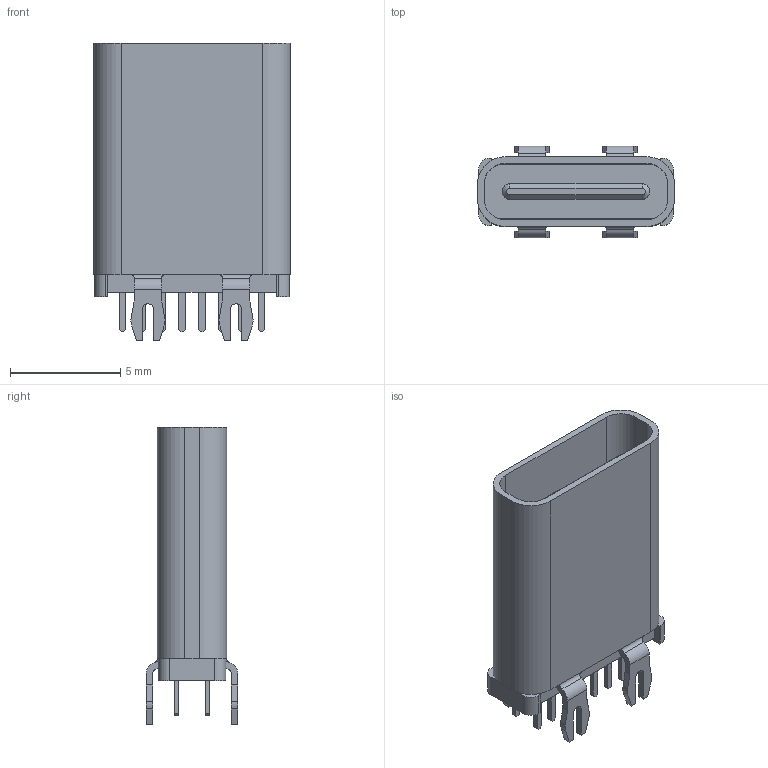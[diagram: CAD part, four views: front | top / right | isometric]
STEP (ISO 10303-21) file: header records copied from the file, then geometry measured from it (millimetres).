
FILE_DESCRIPTION(/* description */ (''),/* implementation_level */ '2;1');
FILE_NAME(/* name */ 'GT-USB-7035E.step',/* time_stamp */ '2024-12-31T01:33:20+01:00',/* author */ (''),/* organization */ (''),/* preprocessor_version */ 'ST-DEVELOPER v20',/* originating_system */ 'Autodesk Translation Framework v13.20.0.188',/* authorisation */ '');
FILE_SCHEMA (('AUTOMOTIVE_DESIGN { 1 0 10303 214 3 1 1 }'));
Length unit declared in the file: millimetre
Products named in the file (4): GT-USB-7035E; Shield; Pins; Core
Assembly tree (3 placements, depth 2):
  GT-USB-7035E
    Shield
    Pins
    Core
Bounding box: 8.94 x 4.16 x 13.5 mm (x, y, z)
Volume: 198.6 mm3; surface area: 741 mm2
Topology: 16 solids, 16 shells, 264 faces, 676 edges, 444 vertices
Faces by surface type: plane 196, cylinder 66, cone 2
Entity records: 8168 total; most frequent: CARTESIAN_POINT 1551, ORIENTED_EDGE 1352, DIRECTION 1320, EDGE_CURVE 676, LINE 542, VECTOR 542, VERTEX_POINT 444, AXIS2_PLACEMENT_3D 389
